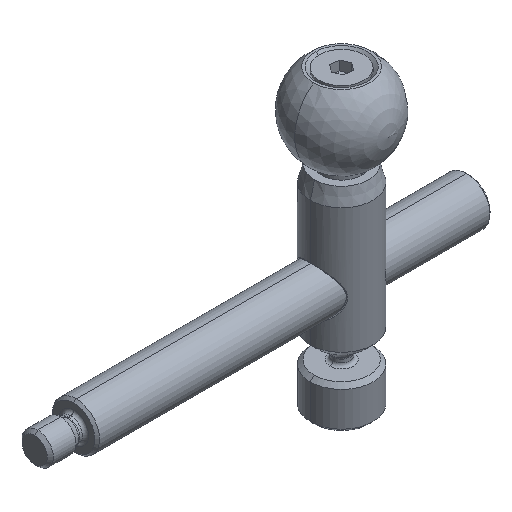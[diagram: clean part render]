
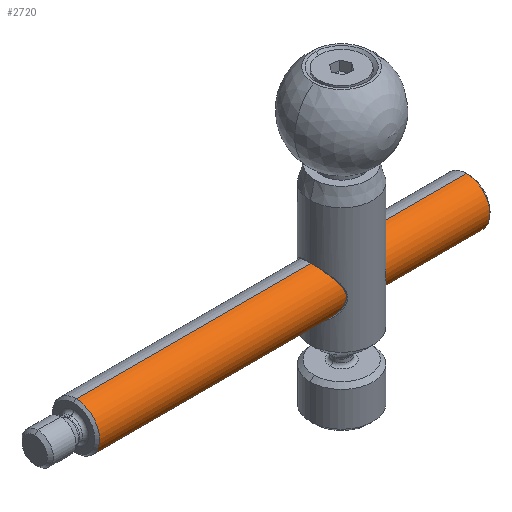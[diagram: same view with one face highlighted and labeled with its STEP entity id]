
A CAD part, isometric view. The second image highlights one B-rep face of the part: STEP entity #2720.
In plain terms, the highlighted cylindrical face has radius 3 mm (diameter 6 mm), a partial arc.
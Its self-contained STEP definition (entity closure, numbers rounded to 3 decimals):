
#95 = ORIENTED_EDGE ( 'NONE', *, *, #2960, .T. ) ;
#159 = DIRECTION ( 'NONE',  ( 0., 0., 1. ) ) ;
#163 = EDGE_LOOP ( 'NONE', ( #3952, #95, #2418, #409 ) ) ;
#286 = CARTESIAN_POINT ( 'NONE',  ( -3., 0., 5.303 ) ) ;
#356 = CYLINDRICAL_SURFACE ( 'NONE', #3814, 3. ) ;
#409 = ORIENTED_EDGE ( 'NONE', *, *, #3541, .T. ) ;
#433 = DIRECTION ( 'NONE',  ( 0., 0., -1. ) ) ;
#443 = CARTESIAN_POINT ( 'NONE',  ( 3., 0., 55.5 ) ) ;
#509 = DIRECTION ( 'NONE',  ( 0., 0., -1. ) ) ;
#740 = AXIS2_PLACEMENT_3D ( 'NONE', #3914, #856, #2228 ) ;
#819 = VECTOR ( 'NONE', #433, 1000. ) ;
#856 = DIRECTION ( 'NONE',  ( 0., 0., -1. ) ) ;
#1025 = DIRECTION ( 'NONE',  ( 1., 0., 0. ) ) ;
#1054 = CARTESIAN_POINT ( 'NONE',  ( -3., 0., 55.5 ) ) ;
#1231 = CARTESIAN_POINT ( 'NONE',  ( 3., 0., 5.303 ) ) ;
#1498 = LINE ( 'NONE', #443, #2190 ) ;
#1563 = VERTEX_POINT ( 'NONE', #286 ) ;
#1663 = CIRCLE ( 'NONE', #3683, 3. ) ;
#1990 = CARTESIAN_POINT ( 'NONE',  ( 3., 0., 55.2 ) ) ;
#2190 = VECTOR ( 'NONE', #509, 1000. ) ;
#2228 = DIRECTION ( 'NONE',  ( 1., 0., 0. ) ) ;
#2418 = ORIENTED_EDGE ( 'NONE', *, *, #3129, .T. ) ;
#2555 = CARTESIAN_POINT ( 'NONE',  ( 0., 0., 5.303 ) ) ;
#2718 = DIRECTION ( 'NONE',  ( 0., 0., -1. ) ) ;
#2720 = ADVANCED_FACE ( 'NONE', ( #3425 ), #356, .T. ) ;
#2739 = DIRECTION ( 'NONE',  ( -1., 0., 0. ) ) ;
#2960 = EDGE_CURVE ( 'NONE', #3385, #4081, #3530, .T. ) ;
#3129 = EDGE_CURVE ( 'NONE', #4081, #1563, #3801, .T. ) ;
#3385 = VERTEX_POINT ( 'NONE', #1990 ) ;
#3421 = CARTESIAN_POINT ( 'NONE',  ( -3., 0., 55.2 ) ) ;
#3425 = FACE_OUTER_BOUND ( 'NONE', #163, .T. ) ;
#3530 = CIRCLE ( 'NONE', #740, 3. ) ;
#3541 = EDGE_CURVE ( 'NONE', #1563, #4037, #1663, .T. ) ;
#3564 = EDGE_CURVE ( 'NONE', #3385, #4037, #1498, .T. ) ;
#3683 = AXIS2_PLACEMENT_3D ( 'NONE', #2555, #159, #1025 ) ;
#3702 = CARTESIAN_POINT ( 'NONE',  ( 0., 0., 55.5 ) ) ;
#3801 = LINE ( 'NONE', #1054, #819 ) ;
#3814 = AXIS2_PLACEMENT_3D ( 'NONE', #3702, #2718, #2739 ) ;
#3914 = CARTESIAN_POINT ( 'NONE',  ( 0., 0., 55.2 ) ) ;
#3952 = ORIENTED_EDGE ( 'NONE', *, *, #3564, .F. ) ;
#4037 = VERTEX_POINT ( 'NONE', #1231 ) ;
#4081 = VERTEX_POINT ( 'NONE', #3421 ) ;
